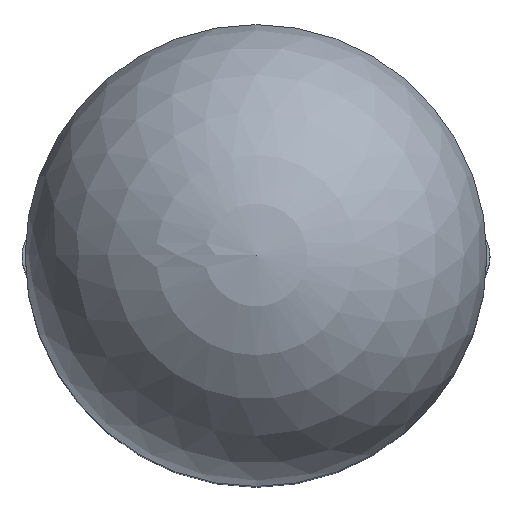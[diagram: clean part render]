
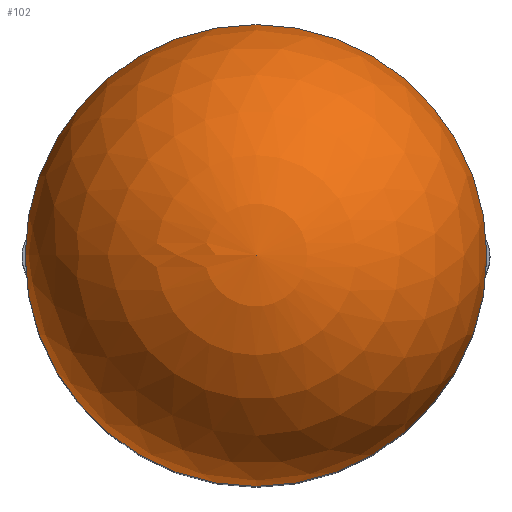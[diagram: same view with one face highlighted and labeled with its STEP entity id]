
A CAD part, top view. The second image highlights one B-rep face of the part: STEP entity #102.
In plain terms, the highlighted spherical face has radius 1.5 mm.
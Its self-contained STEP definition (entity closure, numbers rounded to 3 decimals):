
#13=SPHERICAL_SURFACE('',#131,1.5);
#31=FACE_OUTER_BOUND('',#40,.T.);
#40=EDGE_LOOP('',(#85,#86,#87));
#53=CIRCLE('',#132,1.5);
#54=CIRCLE('',#133,1.5);
#60=VERTEX_POINT('',#192);
#61=VERTEX_POINT('',#194);
#69=EDGE_CURVE('',#60,#60,#53,.T.);
#70=EDGE_CURVE('',#61,#60,#54,.T.);
#85=ORIENTED_EDGE('',*,*,#69,.T.);
#86=ORIENTED_EDGE('',*,*,#70,.F.);
#87=ORIENTED_EDGE('',*,*,#70,.T.);
#102=ADVANCED_FACE('',(#31),#13,.T.);
#131=AXIS2_PLACEMENT_3D('',#191,#161,#162);
#132=AXIS2_PLACEMENT_3D('',#193,#163,#164);
#133=AXIS2_PLACEMENT_3D('',#195,#165,#166);
#161=DIRECTION('center_axis',(0.,0.,1.));
#162=DIRECTION('ref_axis',(1.,0.,0.));
#163=DIRECTION('center_axis',(0.,0.,1.));
#164=DIRECTION('ref_axis',(1.,0.,0.));
#165=DIRECTION('center_axis',(0.,-1.,0.));
#166=DIRECTION('ref_axis',(-1.,0.,0.));
#191=CARTESIAN_POINT('Origin',(0.,0.,3.6));
#192=CARTESIAN_POINT('',(-1.5,0.,3.6));
#193=CARTESIAN_POINT('Origin',(0.,0.,3.6));
#194=CARTESIAN_POINT('',(0.,0.,5.1));
#195=CARTESIAN_POINT('Origin',(0.,0.,3.6));
